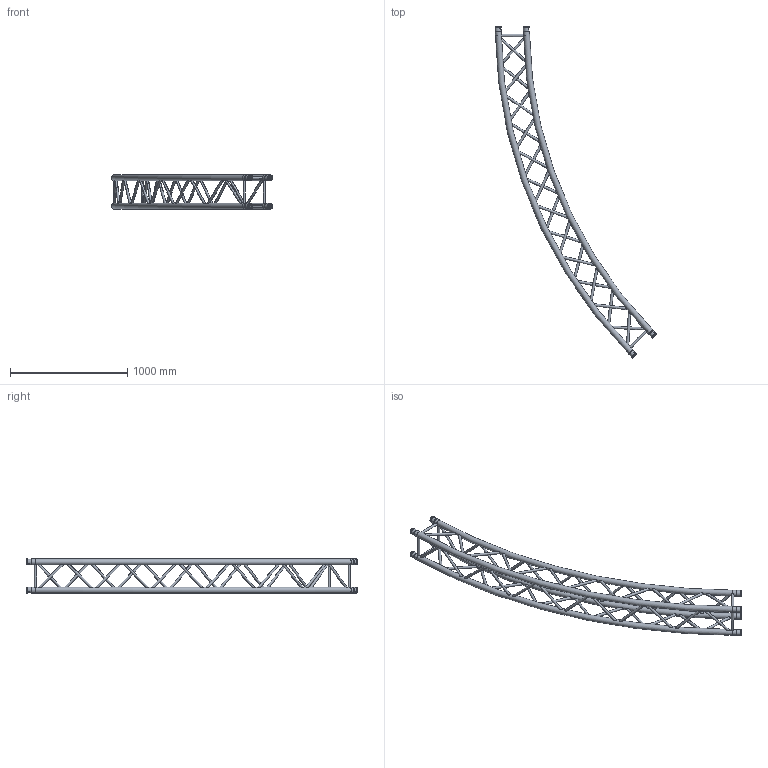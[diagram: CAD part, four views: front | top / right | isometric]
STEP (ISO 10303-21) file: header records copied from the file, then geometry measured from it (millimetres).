
FILE_DESCRIPTION(/* description */ (''),/* implementation_level */ '2;1');
FILE_NAME(/* name */ 'SQ-C8-45-Arc.stp',/* time_stamp */ '2021-03-21T00:03:48-07:00',/* author */ ('TheDanny'),/* organization */ (''),/* preprocessor_version */ 'ST-DEVELOPER v18.1',/* originating_system */ 'Autodesk Inventor 2021',/* authorisation */ '');
FILE_SCHEMA (('AUTOMOTIVE_DESIGN { 1 0 10303 214 3 1 1 }'));
Length unit declared in the file: inch
Products named in the file (1): SQ-C8-45-Arc_Shrinkwrap_1
Bounding box: 1375.41 x 2827.3 x 290 mm (x, y, z)
Volume: 5846738.4 mm3; surface area: 5364300.3 mm2
Topology: 68 solids, 68 shells, 368 faces, 1064 edges, 816 vertices
Faces by surface type: torus 152, cylinder 136, cone 56, plane 24
Full cylindrical faces by diameter (mm): 16 x56, 20 x56, 30.3 x8, 45.8 x8, 50 x8
Entity records: 27245 total; most frequent: CARTESIAN_POINT 17361, ORIENTED_EDGE 2128, DIRECTION 1538, EDGE_CURVE 1064, VERTEX_POINT 816, AXIS2_PLACEMENT_3D 665, B_SPLINE_CURVE_WITH_KNOTS 560, EDGE_LOOP 520
